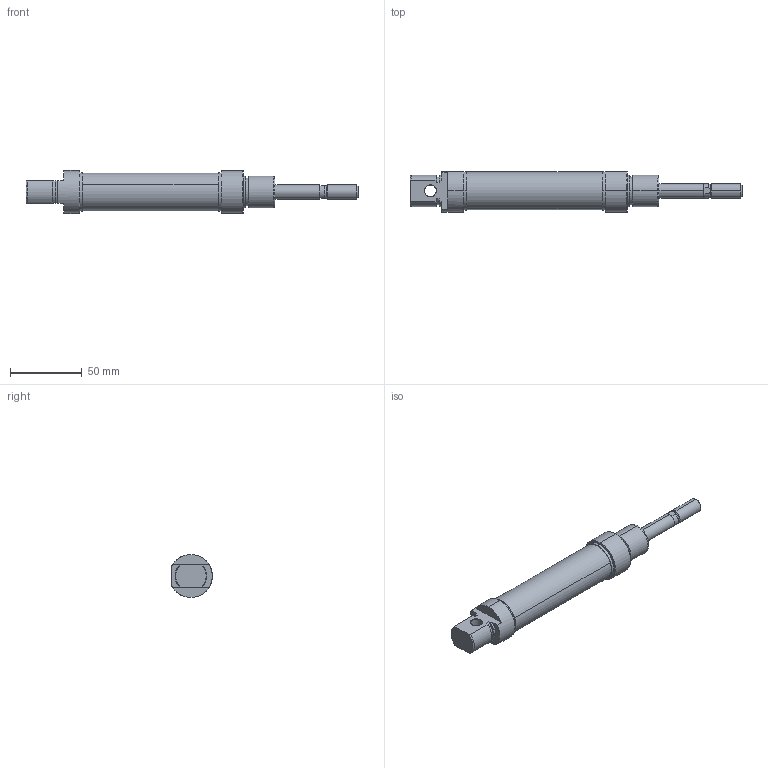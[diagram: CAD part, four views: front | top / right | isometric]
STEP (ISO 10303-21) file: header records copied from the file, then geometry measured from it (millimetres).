
FILE_DESCRIPTION (( 'STEP AP214' ), '1' );
FILE_NAME ('PME 25-30 CYLINDER.STEP', '2010-08-05T09:18:04', ( '' ), ( '' ), 'SwSTEP 2.0', 'SolidWorks 2010', '' );
FILE_SCHEMA (( 'AUTOMOTIVE_DESIGN' ));
Length unit declared in the file: millimetre
Products named in the file (5): 25   ARKA KAPAK; 25  Boru; 25   烰   KAPAK; 25 Miller; PME  25-30  CYLINDER
Assembly tree (4 placements, depth 2):
  PME  25-30  CYLINDER
    25 Miller
    25   ARKA KAPAK
    25   烰   KAPAK
    25  Boru
Bounding box: 231.5 x 28.5 x 30 mm (x, y, z)
Volume: 66989.9 mm3; surface area: 34901.4 mm2
Topology: 4 solids, 4 shells, 123 faces, 284 edges, 178 vertices
Faces by surface type: cylinder 48, cone 40, plane 35
Entity records: 3965 total; most frequent: CARTESIAN_POINT 801, DIRECTION 648, ORIENTED_EDGE 568, EDGE_CURVE 284, AXIS2_PLACEMENT_3D 268, VERTEX_POINT 178, EDGE_LOOP 140, CIRCLE 138
